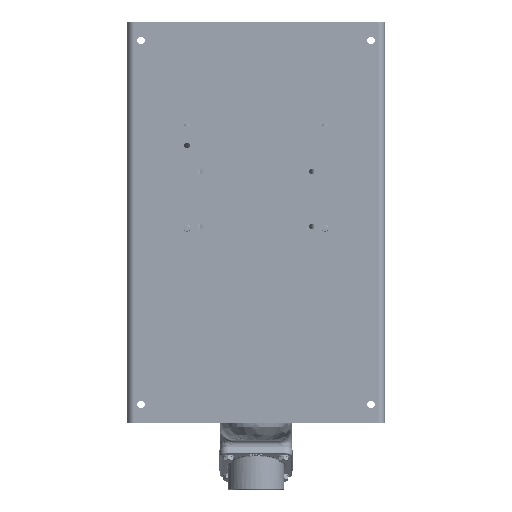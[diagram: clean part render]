
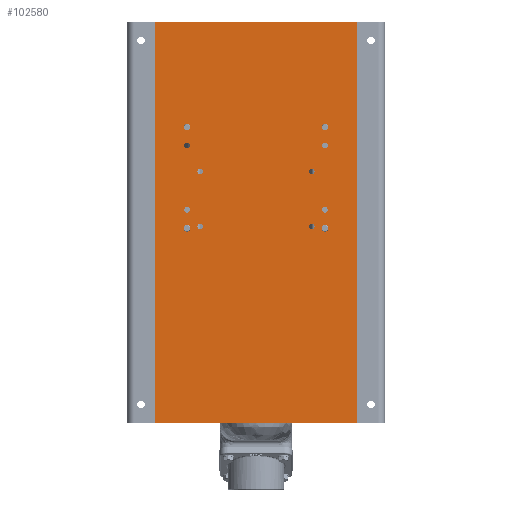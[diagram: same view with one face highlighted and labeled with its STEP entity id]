
A CAD part, front view. The second image highlights one B-rep face of the part: STEP entity #102580.
In plain terms, the highlighted planar face has unit normal (0, -1, 0).
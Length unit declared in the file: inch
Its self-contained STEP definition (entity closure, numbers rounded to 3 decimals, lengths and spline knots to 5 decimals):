
#99207=CARTESIAN_POINT('',(-6.045,-0.1793,9.895));
#99208=VERTEX_POINT('',#99207);
#99209=CARTESIAN_POINT('',(-6.25,-0.1793,9.895));
#99210=DIRECTION('',(0.0,1.0,0.0));
#99211=DIRECTION('',(-1.0,0.0,0.0));
#99212=AXIS2_PLACEMENT_3D('',#99209,#99210,#99211);
#99213=CIRCLE('',#99212,0.205);
#99214=EDGE_CURVE('',#99208,#99208,#99213,.T.);
#99246=CARTESIAN_POINT('',(6.455,-0.1793,9.895));
#99247=VERTEX_POINT('',#99246);
#99248=CARTESIAN_POINT('',(6.25,-0.1793,9.895));
#99249=DIRECTION('',(0.0,1.0,0.0));
#99250=DIRECTION('',(-1.0,0.0,0.0));
#99251=AXIS2_PLACEMENT_3D('',#99248,#99249,#99250);
#99252=CIRCLE('',#99251,0.205);
#99253=EDGE_CURVE('',#99247,#99247,#99252,.T.);
#99302=CARTESIAN_POINT('',(6.455,-0.1793,-9.895));
#99303=VERTEX_POINT('',#99302);
#99304=CARTESIAN_POINT('',(6.25,-0.1793,-9.895));
#99305=DIRECTION('',(0.0,1.0,0.0));
#99306=DIRECTION('',(-1.0,0.0,0.0));
#99307=AXIS2_PLACEMENT_3D('',#99304,#99305,#99306);
#99308=CIRCLE('',#99307,0.205);
#99309=EDGE_CURVE('',#99303,#99303,#99308,.T.);
#99375=CARTESIAN_POINT('',(-6.045,-0.1793,-9.895));
#99376=VERTEX_POINT('',#99375);
#99377=CARTESIAN_POINT('',(-6.25,-0.1793,-9.895));
#99378=DIRECTION('',(0.0,1.0,0.0));
#99379=DIRECTION('',(-1.0,0.0,0.0));
#99380=AXIS2_PLACEMENT_3D('',#99377,#99378,#99379);
#99381=CIRCLE('',#99380,0.205);
#99382=EDGE_CURVE('',#99376,#99376,#99381,.T.);
#101425=CARTESIAN_POINT('',(3.5965,-0.1793,-5.185));
#101426=VERTEX_POINT('',#101425);
#101427=CARTESIAN_POINT('',(3.75,-0.1793,-5.185));
#101428=DIRECTION('',(0.0,1.0,0.0));
#101429=DIRECTION('',(1.0,0.0,0.0));
#101430=AXIS2_PLACEMENT_3D('',#101427,#101428,#101429);
#101431=CIRCLE('',#101430,0.1535);
#101432=EDGE_CURVE('',#101426,#101426,#101431,.T.);
#101465=CARTESIAN_POINT('',(2.8775,-0.1793,0.225));
#101466=VERTEX_POINT('',#101465);
#101467=CARTESIAN_POINT('',(3.031,-0.1793,0.225));
#101468=DIRECTION('',(0.0,1.0,0.0));
#101469=DIRECTION('',(1.0,0.0,0.0));
#101470=AXIS2_PLACEMENT_3D('',#101467,#101468,#101469);
#101471=CIRCLE('',#101470,0.1535);
#101472=EDGE_CURVE('',#101466,#101466,#101471,.T.);
#101505=CARTESIAN_POINT('',(3.5965,-0.1793,-4.185));
#101506=VERTEX_POINT('',#101505);
#101507=CARTESIAN_POINT('',(3.75,-0.1793,-4.185));
#101508=DIRECTION('',(0.0,1.0,0.0));
#101509=DIRECTION('',(1.0,0.0,0.0));
#101510=AXIS2_PLACEMENT_3D('',#101507,#101508,#101509);
#101511=CIRCLE('',#101510,0.1535);
#101512=EDGE_CURVE('',#101506,#101506,#101511,.T.);
#101545=CARTESIAN_POINT('',(3.5965,-0.1793,-0.685));
#101546=VERTEX_POINT('',#101545);
#101547=CARTESIAN_POINT('',(3.75,-0.1793,-0.685));
#101548=DIRECTION('',(0.0,1.0,0.0));
#101549=DIRECTION('',(1.0,0.0,0.0));
#101550=AXIS2_PLACEMENT_3D('',#101547,#101548,#101549);
#101551=CIRCLE('',#101550,0.1535);
#101552=EDGE_CURVE('',#101546,#101546,#101551,.T.);
#101585=CARTESIAN_POINT('',(3.5965,-0.1793,0.315));
#101586=VERTEX_POINT('',#101585);
#101587=CARTESIAN_POINT('',(3.75,-0.1793,0.315));
#101588=DIRECTION('',(0.0,1.0,0.0));
#101589=DIRECTION('',(1.0,0.0,0.0));
#101590=AXIS2_PLACEMENT_3D('',#101587,#101588,#101589);
#101591=CIRCLE('',#101590,0.1535);
#101592=EDGE_CURVE('',#101586,#101586,#101591,.T.);
#101625=CARTESIAN_POINT('',(2.8775,-0.1793,-2.775));
#101626=VERTEX_POINT('',#101625);
#101627=CARTESIAN_POINT('',(3.031,-0.1793,-2.775));
#101628=DIRECTION('',(0.0,1.0,0.0));
#101629=DIRECTION('',(1.0,0.0,0.0));
#101630=AXIS2_PLACEMENT_3D('',#101627,#101628,#101629);
#101631=CIRCLE('',#101630,0.1535);
#101632=EDGE_CURVE('',#101626,#101626,#101631,.T.);
#101665=CARTESIAN_POINT('',(-3.9035,-0.1793,-0.685));
#101666=VERTEX_POINT('',#101665);
#101667=CARTESIAN_POINT('',(-3.75,-0.1793,-0.685));
#101668=DIRECTION('',(0.0,1.0,0.0));
#101669=DIRECTION('',(1.0,0.0,0.0));
#101670=AXIS2_PLACEMENT_3D('',#101667,#101668,#101669);
#101671=CIRCLE('',#101670,0.1535);
#101672=EDGE_CURVE('',#101666,#101666,#101671,.T.);
#101705=CARTESIAN_POINT('',(-3.1845,-0.1793,0.225));
#101706=VERTEX_POINT('',#101705);
#101707=CARTESIAN_POINT('',(-3.031,-0.1793,0.225));
#101708=DIRECTION('',(0.0,1.0,0.0));
#101709=DIRECTION('',(1.0,0.0,0.0));
#101710=AXIS2_PLACEMENT_3D('',#101707,#101708,#101709);
#101711=CIRCLE('',#101710,0.1535);
#101712=EDGE_CURVE('',#101706,#101706,#101711,.T.);
#101745=CARTESIAN_POINT('',(-3.9035,-0.1793,-4.185));
#101746=VERTEX_POINT('',#101745);
#101747=CARTESIAN_POINT('',(-3.75,-0.1793,-4.185));
#101748=DIRECTION('',(0.0,1.0,0.0));
#101749=DIRECTION('',(1.0,0.0,0.0));
#101750=AXIS2_PLACEMENT_3D('',#101747,#101748,#101749);
#101751=CIRCLE('',#101750,0.1535);
#101752=EDGE_CURVE('',#101746,#101746,#101751,.T.);
#101785=CARTESIAN_POINT('',(-3.1845,-0.1793,-2.775));
#101786=VERTEX_POINT('',#101785);
#101787=CARTESIAN_POINT('',(-3.031,-0.1793,-2.775));
#101788=DIRECTION('',(0.0,1.0,0.0));
#101789=DIRECTION('',(1.0,0.0,0.0));
#101790=AXIS2_PLACEMENT_3D('',#101787,#101788,#101789);
#101791=CIRCLE('',#101790,0.1535);
#101792=EDGE_CURVE('',#101786,#101786,#101791,.T.);
#101825=CARTESIAN_POINT('',(-3.9035,-0.1793,0.315));
#101826=VERTEX_POINT('',#101825);
#101827=CARTESIAN_POINT('',(-3.75,-0.1793,0.315));
#101828=DIRECTION('',(0.0,1.0,0.0));
#101829=DIRECTION('',(1.0,0.0,0.0));
#101830=AXIS2_PLACEMENT_3D('',#101827,#101828,#101829);
#101831=CIRCLE('',#101830,0.1535);
#101832=EDGE_CURVE('',#101826,#101826,#101831,.T.);
#101865=CARTESIAN_POINT('',(-3.9035,-0.1793,-5.185));
#101866=VERTEX_POINT('',#101865);
#101867=CARTESIAN_POINT('',(-3.75,-0.1793,-5.185));
#101868=DIRECTION('',(0.0,1.0,0.0));
#101869=DIRECTION('',(1.0,0.0,0.0));
#101870=AXIS2_PLACEMENT_3D('',#101867,#101868,#101869);
#101871=CIRCLE('',#101870,0.1535);
#101872=EDGE_CURVE('',#101866,#101866,#101871,.T.);
#102046=CARTESIAN_POINT('',(6.6407,-0.1793,-10.895));
#102047=VERTEX_POINT('',#102046);
#102055=CARTESIAN_POINT('',(-6.6407,-0.1793,-10.895));
#102056=VERTEX_POINT('',#102055);
#102057=CARTESIAN_POINT('',(-6.6407,-0.1793,-10.895));
#102058=DIRECTION('',(1.0,0.0,0.0));
#102059=VECTOR('',#102058,13.2814);
#102060=LINE('',#102057,#102059);
#102061=EDGE_CURVE('',#102056,#102047,#102060,.T.);
#102489=CARTESIAN_POINT('',(6.6407,-0.1793,10.895));
#102490=VERTEX_POINT('',#102489);
#102498=CARTESIAN_POINT('',(6.6407,-0.1793,10.895));
#102499=DIRECTION('',(0.0,0.0,-1.0));
#102500=VECTOR('',#102499,21.79);
#102501=LINE('',#102498,#102500);
#102502=EDGE_CURVE('',#102490,#102047,#102501,.T.);
#102509=CARTESIAN_POINT('',(6.6407,-0.1793,0.0));
#102510=DIRECTION('',(0.0,-1.0,0.0));
#102511=DIRECTION('',(0.0,0.0,-1.0));
#102512=AXIS2_PLACEMENT_3D('',#102509,#102510,#102511);
#102513=PLANE('',#102512);
#102514=CARTESIAN_POINT('',(-6.6407,-0.1793,10.895));
#102515=VERTEX_POINT('',#102514);
#102516=CARTESIAN_POINT('',(6.6407,-0.1793,10.895));
#102517=DIRECTION('',(-1.0,0.0,0.0));
#102518=VECTOR('',#102517,13.2814);
#102519=LINE('',#102516,#102518);
#102520=EDGE_CURVE('',#102490,#102515,#102519,.T.);
#102521=ORIENTED_EDGE('',*,*,#102520,.T.);
#102522=CARTESIAN_POINT('',(-6.6407,-0.1793,10.895));
#102523=DIRECTION('',(0.0,0.0,-1.0));
#102524=VECTOR('',#102523,21.79);
#102525=LINE('',#102522,#102524);
#102526=EDGE_CURVE('',#102515,#102056,#102525,.T.);
#102527=ORIENTED_EDGE('',*,*,#102526,.T.);
#102528=ORIENTED_EDGE('',*,*,#102061,.T.);
#102529=ORIENTED_EDGE('',*,*,#102502,.F.);
#102530=EDGE_LOOP('',(#102521,#102527,#102528,#102529));
#102531=FACE_OUTER_BOUND('',#102530,.T.);
#102532=ORIENTED_EDGE('',*,*,#99214,.T.);
#102533=EDGE_LOOP('',(#102532));
#102534=FACE_BOUND('',#102533,.T.);
#102535=ORIENTED_EDGE('',*,*,#99253,.T.);
#102536=EDGE_LOOP('',(#102535));
#102537=FACE_BOUND('',#102536,.T.);
#102538=ORIENTED_EDGE('',*,*,#99309,.T.);
#102539=EDGE_LOOP('',(#102538));
#102540=FACE_BOUND('',#102539,.T.);
#102541=ORIENTED_EDGE('',*,*,#99382,.T.);
#102542=EDGE_LOOP('',(#102541));
#102543=FACE_BOUND('',#102542,.T.);
#102544=ORIENTED_EDGE('',*,*,#101632,.T.);
#102545=EDGE_LOOP('',(#102544));
#102546=FACE_BOUND('',#102545,.T.);
#102547=ORIENTED_EDGE('',*,*,#101552,.T.);
#102548=EDGE_LOOP('',(#102547));
#102549=FACE_BOUND('',#102548,.T.);
#102550=ORIENTED_EDGE('',*,*,#101472,.T.);
#102551=EDGE_LOOP('',(#102550));
#102552=FACE_BOUND('',#102551,.T.);
#102553=ORIENTED_EDGE('',*,*,#101792,.T.);
#102554=EDGE_LOOP('',(#102553));
#102555=FACE_BOUND('',#102554,.T.);
#102556=ORIENTED_EDGE('',*,*,#101712,.T.);
#102557=EDGE_LOOP('',(#102556));
#102558=FACE_BOUND('',#102557,.T.);
#102559=ORIENTED_EDGE('',*,*,#101672,.T.);
#102560=EDGE_LOOP('',(#102559));
#102561=FACE_BOUND('',#102560,.T.);
#102562=ORIENTED_EDGE('',*,*,#101432,.T.);
#102563=EDGE_LOOP('',(#102562));
#102564=FACE_BOUND('',#102563,.T.);
#102565=ORIENTED_EDGE('',*,*,#101512,.T.);
#102566=EDGE_LOOP('',(#102565));
#102567=FACE_BOUND('',#102566,.T.);
#102568=ORIENTED_EDGE('',*,*,#101592,.T.);
#102569=EDGE_LOOP('',(#102568));
#102570=FACE_BOUND('',#102569,.T.);
#102571=ORIENTED_EDGE('',*,*,#101872,.T.);
#102572=EDGE_LOOP('',(#102571));
#102573=FACE_BOUND('',#102572,.T.);
#102574=ORIENTED_EDGE('',*,*,#101752,.T.);
#102575=EDGE_LOOP('',(#102574));
#102576=FACE_BOUND('',#102575,.T.);
#102577=ORIENTED_EDGE('',*,*,#101832,.T.);
#102578=EDGE_LOOP('',(#102577));
#102579=FACE_BOUND('',#102578,.T.);
#102580=ADVANCED_FACE('',(#102531,#102534,#102537,#102540,#102543,#102546,#102549,#102552,#102555,#102558,#102561,#102564,#102567,#102570,#102573,#102576,#102579),#102513,.T.);
